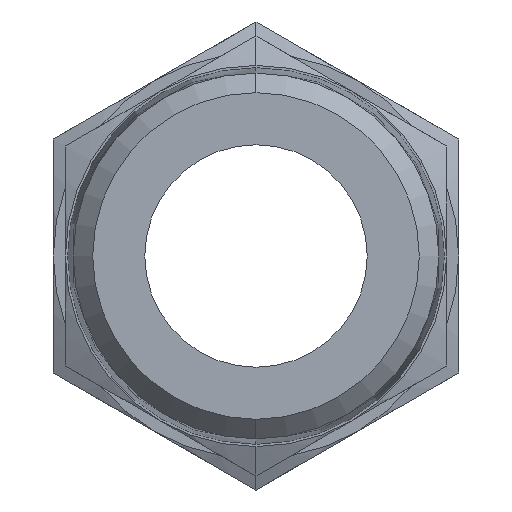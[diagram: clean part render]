
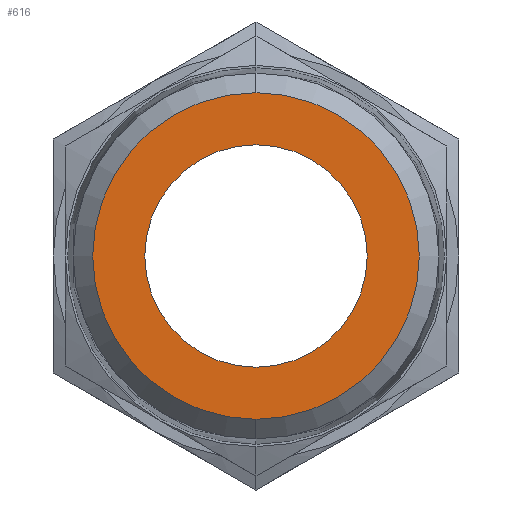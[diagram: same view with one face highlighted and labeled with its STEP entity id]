
A CAD part, left-side view. The second image highlights one B-rep face of the part: STEP entity #616.
In plain terms, the highlighted planar face has unit normal (-1, 0, 0).
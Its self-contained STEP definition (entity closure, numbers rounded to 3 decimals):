
#24 = DIRECTION ( 'NONE',  ( 0., 0., -1. ) ) ;
#235 = DIRECTION ( 'NONE',  ( 0., 0., -1. ) ) ;
#247 = EDGE_LOOP ( 'NONE', ( #1696, #987 ) ) ;
#267 = VERTEX_POINT ( 'NONE', #404 ) ;
#274 = CARTESIAN_POINT ( 'NONE',  ( 0., 0., -11.563 ) ) ;
#279 = DIRECTION ( 'NONE',  ( 1., 0., 0. ) ) ;
#404 = CARTESIAN_POINT ( 'NONE',  ( 0., 0., 7.874 ) ) ;
#421 = CARTESIAN_POINT ( 'NONE',  ( 0., 0., 0. ) ) ;
#473 = CARTESIAN_POINT ( 'NONE',  ( 0., 0., -6.452 ) ) ;
#490 = DIRECTION ( 'NONE',  ( 0., 0., 1. ) ) ;
#526 = AXIS2_PLACEMENT_3D ( 'NONE', #753, #1319, #24 ) ;
#527 = CARTESIAN_POINT ( 'NONE',  ( 0., 0., -7.874 ) ) ;
#546 = DIRECTION ( 'NONE',  ( 0., 0., -1. ) ) ;
#616 = ADVANCED_FACE ( 'NONE', ( #806, #787 ), #1478, .T. ) ;
#683 = EDGE_LOOP ( 'NONE', ( #1279, #1735 ) ) ;
#737 = AXIS2_PLACEMENT_3D ( 'NONE', #1833, #279, #1292 ) ;
#753 = CARTESIAN_POINT ( 'NONE',  ( 0., 0., 0. ) ) ;
#777 = DIRECTION ( 'NONE',  ( -1., 0., 0. ) ) ;
#787 = FACE_BOUND ( 'NONE', #683, .T. ) ;
#806 = FACE_OUTER_BOUND ( 'NONE', #247, .T. ) ;
#934 = VERTEX_POINT ( 'NONE', #274 ) ;
#980 = CIRCLE ( 'NONE', #1627, 7.874 ) ;
#987 = ORIENTED_EDGE ( 'NONE', *, *, #1440, .T. ) ;
#1138 = CIRCLE ( 'NONE', #526, 11.563 ) ;
#1279 = ORIENTED_EDGE ( 'NONE', *, *, #1561, .T. ) ;
#1292 = DIRECTION ( 'NONE',  ( 0., 0., -1. ) ) ;
#1319 = DIRECTION ( 'NONE',  ( -1., 0., 0. ) ) ;
#1332 = EDGE_CURVE ( 'NONE', #934, #1503, #1760, .T. ) ;
#1438 = AXIS2_PLACEMENT_3D ( 'NONE', #421, #1857, #546 ) ;
#1440 = EDGE_CURVE ( 'NONE', #1503, #934, #1138, .T. ) ;
#1478 = PLANE ( 'NONE',  #1665 ) ;
#1503 = VERTEX_POINT ( 'NONE', #1729 ) ;
#1543 = CIRCLE ( 'NONE', #737, 7.874 ) ;
#1561 = EDGE_CURVE ( 'NONE', #1828, #267, #980, .T. ) ;
#1627 = AXIS2_PLACEMENT_3D ( 'NONE', #1809, #1799, #235 ) ;
#1665 = AXIS2_PLACEMENT_3D ( 'NONE', #473, #777, #490 ) ;
#1696 = ORIENTED_EDGE ( 'NONE', *, *, #1332, .T. ) ;
#1708 = EDGE_CURVE ( 'NONE', #267, #1828, #1543, .T. ) ;
#1729 = CARTESIAN_POINT ( 'NONE',  ( 0., 0., 11.563 ) ) ;
#1735 = ORIENTED_EDGE ( 'NONE', *, *, #1708, .T. ) ;
#1760 = CIRCLE ( 'NONE', #1438, 11.563 ) ;
#1799 = DIRECTION ( 'NONE',  ( 1., 0., 0. ) ) ;
#1809 = CARTESIAN_POINT ( 'NONE',  ( 0., 0., 0. ) ) ;
#1828 = VERTEX_POINT ( 'NONE', #527 ) ;
#1833 = CARTESIAN_POINT ( 'NONE',  ( 0., 0., 0. ) ) ;
#1857 = DIRECTION ( 'NONE',  ( -1., 0., 0. ) ) ;
